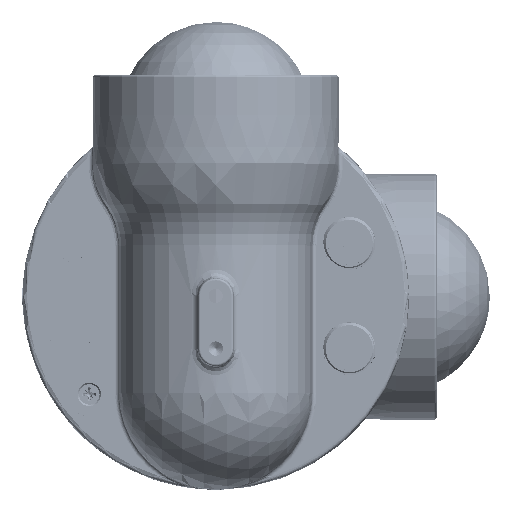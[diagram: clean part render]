
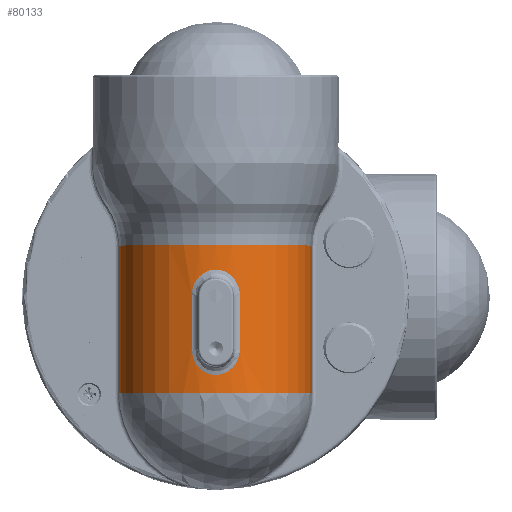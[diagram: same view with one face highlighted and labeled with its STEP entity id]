
A CAD part, top view. The second image highlights one B-rep face of the part: STEP entity #80133.
In plain terms, the highlighted cylindrical face has radius 34.925 mm (diameter 69.85 mm), a partial arc.
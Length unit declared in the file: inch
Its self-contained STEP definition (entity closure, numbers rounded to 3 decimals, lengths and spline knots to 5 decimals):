
#966=FACE_BOUND('',#15619,.T.);
#3744=B_SPLINE_CURVE_WITH_KNOTS('',3,(#166494,#166495,#166496,#166497,#166498,
#166499,#166500,#166501,#166502,#166503),.UNSPECIFIED.,.F.,.F.,(4,1,1,1,
1,1,1,4),(-3.00428,-2.5751,-2.14591,-1.71673,
-1.28755,-0.85837,-0.42918,0.),
 .UNSPECIFIED.);
#3745=B_SPLINE_CURVE_WITH_KNOTS('',3,(#166506,#166507,#166508,#166509,#166510,
#166511,#166512,#166513,#166514,#166515),.UNSPECIFIED.,.F.,.F.,(4,1,1,1,
1,1,1,4),(-3.00428,-2.5751,-2.14591,-1.71673,
-1.28755,-0.64377,-0.42918,0.),
 .UNSPECIFIED.);
#7081=CYLINDRICAL_SURFACE('',#86624,1.375);
#10675=FACE_OUTER_BOUND('',#15618,.T.);
#15618=EDGE_LOOP('',(#66223,#66224,#66225,#66226));
#15619=EDGE_LOOP('',(#66227,#66228,#66229,#66230));
#20943=LINE('',#164226,#26204);
#20946=LINE('',#164533,#26207);
#21003=LINE('',#166492,#26264);
#21004=LINE('',#166505,#26265);
#26204=VECTOR('',#103117,0.3937);
#26207=VECTOR('',#103142,0.3937);
#26264=VECTOR('',#103349,0.3937);
#26265=VECTOR('',#103350,0.3937);
#29584=CIRCLE('',#86512,1.375);
#29591=CIRCLE('',#86523,1.375);
#36136=VERTEX_POINT('',#163909);
#36138=VERTEX_POINT('',#163917);
#36152=VERTEX_POINT('',#164025);
#36154=VERTEX_POINT('',#164028);
#36252=VERTEX_POINT('',#166490);
#36253=VERTEX_POINT('',#166491);
#36254=VERTEX_POINT('',#166493);
#36255=VERTEX_POINT('',#166504);
#46355=EDGE_CURVE('',#36138,#36136,#29584,.T.);
#46374=EDGE_CURVE('',#36152,#36154,#29591,.T.);
#46397=EDGE_CURVE('',#36154,#36138,#20943,.T.);
#46414=EDGE_CURVE('',#36136,#36152,#20946,.T.);
#46547=EDGE_CURVE('',#36252,#36253,#21003,.T.);
#46548=EDGE_CURVE('',#36254,#36252,#3744,.T.);
#46549=EDGE_CURVE('',#36255,#36254,#21004,.T.);
#46550=EDGE_CURVE('',#36253,#36255,#3745,.T.);
#66223=ORIENTED_EDGE('',*,*,#46414,.F.);
#66224=ORIENTED_EDGE('',*,*,#46355,.F.);
#66225=ORIENTED_EDGE('',*,*,#46397,.F.);
#66226=ORIENTED_EDGE('',*,*,#46374,.F.);
#66227=ORIENTED_EDGE('',*,*,#46547,.F.);
#66228=ORIENTED_EDGE('',*,*,#46548,.F.);
#66229=ORIENTED_EDGE('',*,*,#46549,.F.);
#66230=ORIENTED_EDGE('',*,*,#46550,.F.);
#80133=ADVANCED_FACE('',(#10675,#966),#7081,.T.);
#86512=AXIS2_PLACEMENT_3D('',#163923,#103060,#103061);
#86523=AXIS2_PLACEMENT_3D('',#164029,#103085,#103086);
#86624=AXIS2_PLACEMENT_3D('',#166489,#103347,#103348);
#103060=DIRECTION('center_axis',(0.,1.,0.));
#103061=DIRECTION('ref_axis',(0.,0.,
-1.));
#103085=DIRECTION('center_axis',(0.,-1.,0.));
#103086=DIRECTION('ref_axis',(0.,0.,
-1.));
#103117=DIRECTION('',(0.,1.,0.));
#103142=DIRECTION('',(0.,-1.,0.));
#103347=DIRECTION('center_axis',(0.,1.,0.));
#103348=DIRECTION('ref_axis',(0.,0.,
1.));
#103349=DIRECTION('',(0.,-1.,0.));
#103350=DIRECTION('',(0.,1.,0.));
#163909=CARTESIAN_POINT('',(1.3738,0.71938,6.74266));
#163917=CARTESIAN_POINT('',(-1.3738,0.71938,6.74266));
#163923=CARTESIAN_POINT('Origin',(0.,0.71938,
6.68517));
#164025=CARTESIAN_POINT('',(1.3738,-1.375,6.74266));
#164028=CARTESIAN_POINT('',(-1.3738,-1.375,6.74266));
#164029=CARTESIAN_POINT('Origin',(0.,-1.375,6.68517));
#164226=CARTESIAN_POINT('',(-1.3738,-2.75,6.74266));
#164533=CARTESIAN_POINT('',(1.3738,-2.75,6.74266));
#166489=CARTESIAN_POINT('Origin',(0.,-2.75,6.68517));
#166490=CARTESIAN_POINT('',(-0.34375,0.,8.0165));
#166491=CARTESIAN_POINT('',(-0.34375,-0.75,8.0165));
#166492=CARTESIAN_POINT('',(-0.34375,-2.75,8.0165));
#166493=CARTESIAN_POINT('',(0.34375,0.,8.0165));
#166494=CARTESIAN_POINT('Ctrl Pts',(0.34375,0.,
8.0165));
#166495=CARTESIAN_POINT('Ctrl Pts',(0.34375,0.05632,
8.0165));
#166496=CARTESIAN_POINT('Ctrl Pts',(0.31997,0.16879,
8.02297));
#166497=CARTESIAN_POINT('Ctrl Pts',(0.2218,0.30293,
8.04409));
#166498=CARTESIAN_POINT('Ctrl Pts',(0.07959,0.37804,
8.06081));
#166499=CARTESIAN_POINT('Ctrl Pts',(-0.07963,0.37815,
8.06088));
#166500=CARTESIAN_POINT('Ctrl Pts',(-0.22178,0.30291,
8.04407));
#166501=CARTESIAN_POINT('Ctrl Pts',(-0.31997,0.16882,
8.02298));
#166502=CARTESIAN_POINT('Ctrl Pts',(-0.34375,0.05632,
8.0165));
#166503=CARTESIAN_POINT('Ctrl Pts',(-0.34375,0.,
8.0165));
#166504=CARTESIAN_POINT('',(0.34375,-0.75,8.0165));
#166505=CARTESIAN_POINT('',(0.34375,-2.75,8.0165));
#166506=CARTESIAN_POINT('Ctrl Pts',(-0.34375,-0.75,
8.0165));
#166507=CARTESIAN_POINT('Ctrl Pts',(-0.34375,-0.80632,
8.0165));
#166508=CARTESIAN_POINT('Ctrl Pts',(-0.31999,-0.91877,
8.02296));
#166509=CARTESIAN_POINT('Ctrl Pts',(-0.22176,-1.05296,
8.0441));
#166510=CARTESIAN_POINT('Ctrl Pts',(-0.07965,-1.12799,
8.06078));
#166511=CARTESIAN_POINT('Ctrl Pts',(0.10637,-1.12834,
8.06096));
#166512=CARTESIAN_POINT('Ctrl Pts',(0.24356,-1.03366,
8.03969));
#166513=CARTESIAN_POINT('Ctrl Pts',(0.32579,-0.89056,
8.02131));
#166514=CARTESIAN_POINT('Ctrl Pts',(0.34375,-0.80632,
8.0165));
#166515=CARTESIAN_POINT('Ctrl Pts',(0.34375,-0.75,
8.0165));
